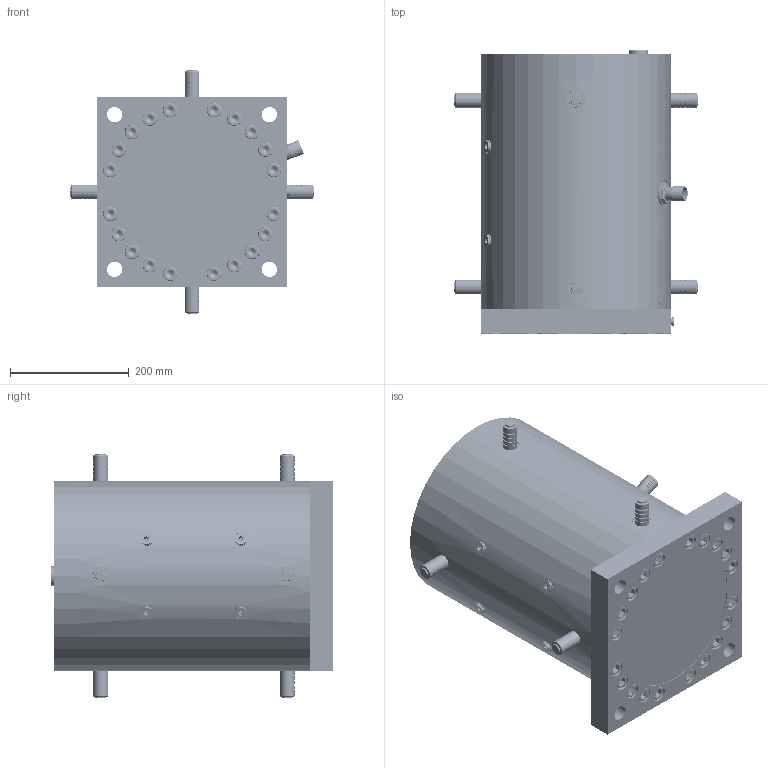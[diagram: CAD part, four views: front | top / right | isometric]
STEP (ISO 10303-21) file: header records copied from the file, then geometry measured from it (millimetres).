
FILE_DESCRIPTION (( 'STEP AP214' ), '1' );
FILE_NAME ('NTS 20-40 Kolbenvibrator #03505000.STEP', '2023-07-11T09:37:52', ( '' ), ( '' ), 'SwSTEP 2.0', 'SolidWorks 2022', '' );
FILE_SCHEMA (( 'AUTOMOTIVE_DESIGN' ));
Length unit declared in the file: millimetre
Products named in the file (1): NTS 20-40 Kolbenvibrator #03505000
Bounding box: 412 x 476 x 412 mm (x, y, z)
Volume: 19329507.5 mm3; surface area: 1722375.5 mm2
Topology: 107 solids, 107 shells, 7468 faces, 20415 edges, 13325 vertices
Faces by surface type: plane 5542, cylinder 1246, cone 342, torus 268, sphere 70
Entity records: 251452 total; most frequent: CARTESIAN_POINT 63396, ORIENTED_EDGE 40394, DIRECTION 36521, EDGE_CURVE 20197, LINE 14023, VECTOR 14023, VERTEX_POINT 13325, AXIS2_PLACEMENT_3D 11249
